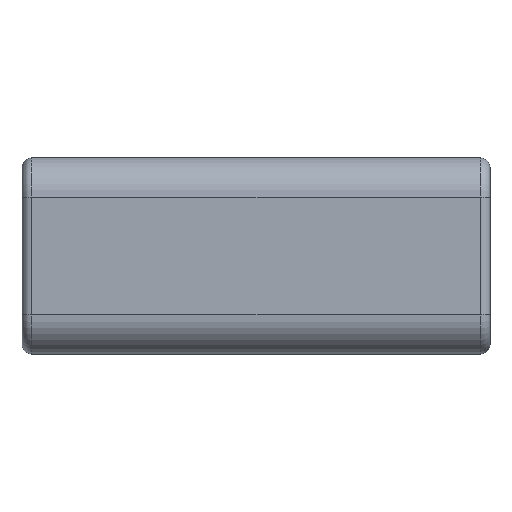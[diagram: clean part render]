
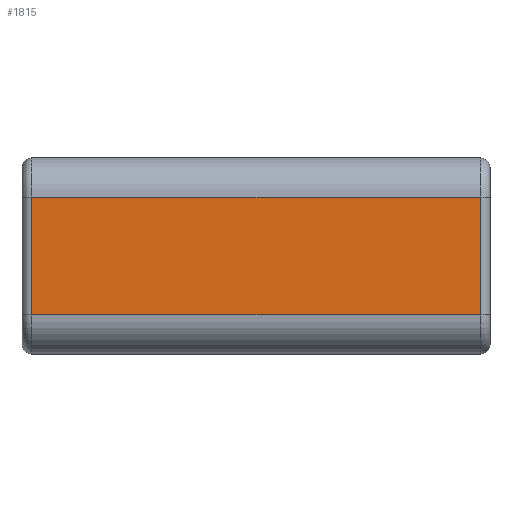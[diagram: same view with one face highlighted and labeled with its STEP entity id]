
A CAD part, left-side view. The second image highlights one B-rep face of the part: STEP entity #1815.
In plain terms, the highlighted planar face has unit normal (-1, 0, 0).
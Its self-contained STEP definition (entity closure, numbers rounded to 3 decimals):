
#257=FACE_OUTER_BOUND('',#372,.T.);
#372=EDGE_LOOP('',(#1622,#1623,#1624,#1625));
#525=LINE('',#3066,#701);
#529=LINE('',#3078,#705);
#533=LINE('',#3100,#709);
#535=LINE('',#3103,#711);
#701=VECTOR('',#2404,10.);
#705=VECTOR('',#2420,10.);
#709=VECTOR('',#2446,10.);
#711=VECTOR('',#2450,10.);
#858=VERTEX_POINT('',#3033);
#865=VERTEX_POINT('',#3057);
#869=VERTEX_POINT('',#3072);
#876=VERTEX_POINT('',#3093);
#1088=EDGE_CURVE('',#865,#858,#525,.T.);
#1095=EDGE_CURVE('',#858,#869,#529,.T.);
#1106=EDGE_CURVE('',#869,#876,#533,.T.);
#1108=EDGE_CURVE('',#876,#865,#535,.T.);
#1622=ORIENTED_EDGE('',*,*,#1088,.F.);
#1623=ORIENTED_EDGE('',*,*,#1108,.F.);
#1624=ORIENTED_EDGE('',*,*,#1106,.F.);
#1625=ORIENTED_EDGE('',*,*,#1095,.F.);
#1709=PLANE('',#2011);
#1815=ADVANCED_FACE('',(#257),#1709,.F.);
#2011=AXIS2_PLACEMENT_3D('',#3167,#2545,#2546);
#2404=DIRECTION('',(0.,1.,0.));
#2420=DIRECTION('',(0.,0.,1.));
#2446=DIRECTION('',(0.,-1.,0.));
#2450=DIRECTION('',(0.,0.,-1.));
#2545=DIRECTION('center_axis',(1.,0.,0.));
#2546=DIRECTION('ref_axis',(0.,0.,1.));
#3033=CARTESIAN_POINT('',(-19.5,-21.25,-5.));
#3057=CARTESIAN_POINT('',(-19.5,-44.1,-5.));
#3066=CARTESIAN_POINT('',(-19.5,-20.75,-5.));
#3072=CARTESIAN_POINT('',(-19.5,-21.25,1.));
#3078=CARTESIAN_POINT('',(-19.5,-21.25,-4.5));
#3093=CARTESIAN_POINT('',(-19.5,-44.1,1.));
#3100=CARTESIAN_POINT('',(-19.5,-20.75,1.));
#3103=CARTESIAN_POINT('',(-19.5,-44.1,-4.5));
#3167=CARTESIAN_POINT('Origin',(-19.5,-20.75,-7.));
